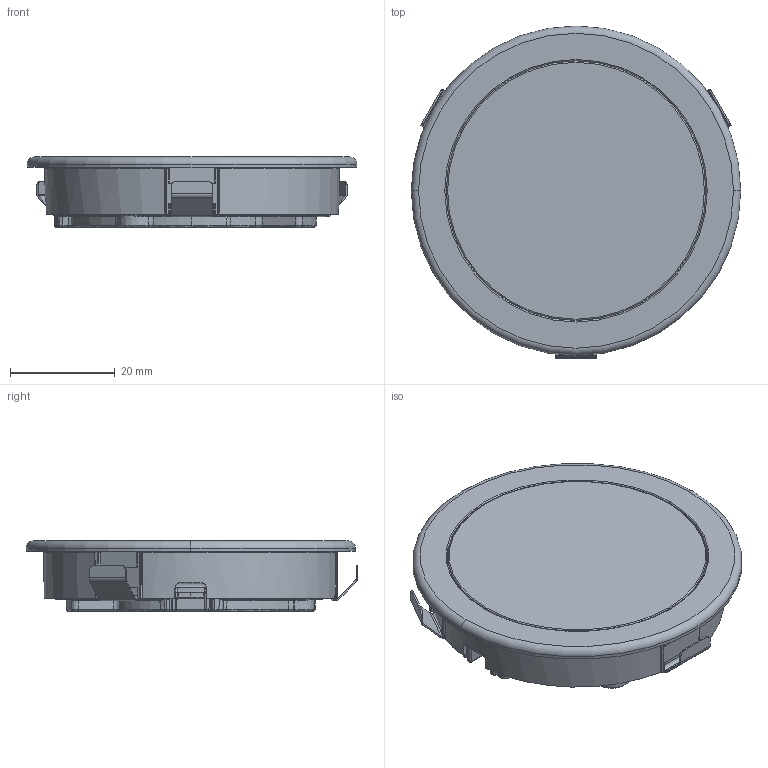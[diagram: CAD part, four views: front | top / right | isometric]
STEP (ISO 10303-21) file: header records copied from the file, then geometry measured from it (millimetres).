
FILE_DESCRIPTION (( 'STEP AP214' ), '1' );
FILE_NAME ('2000500 Einbauleuchte Moonlight 58 Round Emotion Schwarz.STEP', '2022-11-22T08:33:33', ( '' ), ( '' ), 'SwSTEP 2.0', 'SolidWorks 2021', '' );
FILE_SCHEMA (( 'AUTOMOTIVE_DESIGN' ));
Length unit declared in the file: millimetre
Products named in the file (1): 2000500 Einbauleuchte Moonlight 58 Round Emotion Schwarz
Bounding box: 63 x 63.46 x 13.4 mm (x, y, z)
Volume: 31702.1 mm3; surface area: 9984.1 mm2
Topology: 1 solids, 1 shells, 595 faces, 1529 edges, 934 vertices
Faces by surface type: plane 152, bspline 149, cylinder 147, torus 59, cone 56, sphere 32
Entity records: 26914 total; most frequent: CARTESIAN_POINT 13521, ORIENTED_EDGE 3048, DIRECTION 2059, EDGE_CURVE 1524, VERTEX_POINT 934, AXIS2_PLACEMENT_3D 740, EDGE_LOOP 602, ADVANCED_FACE 595
